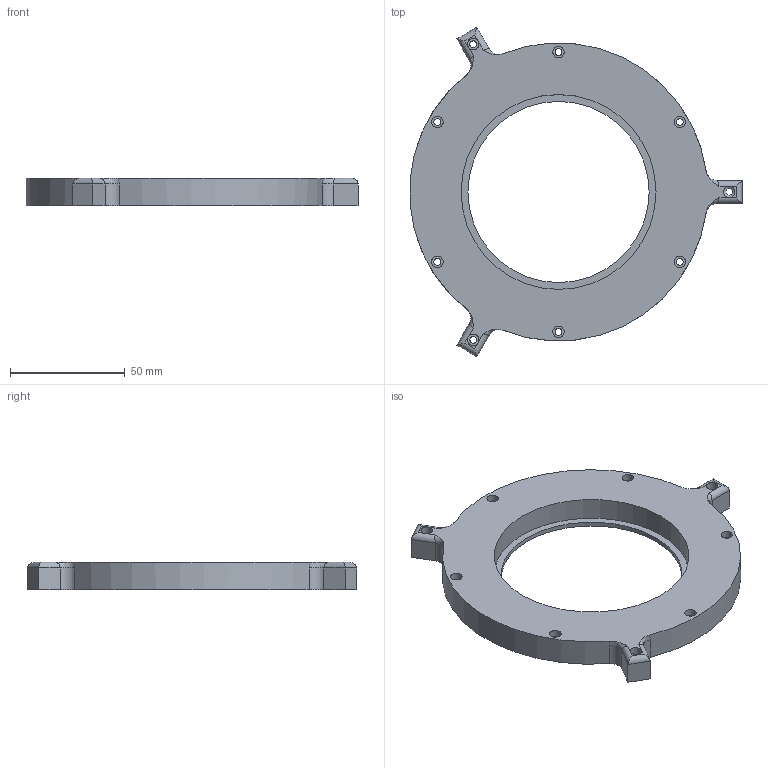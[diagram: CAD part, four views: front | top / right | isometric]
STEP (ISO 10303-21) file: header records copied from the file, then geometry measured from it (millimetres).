
FILE_DESCRIPTION(/* description */ (''),/* implementation_level */ '2;1');
FILE_NAME(/* name */ 'GearboxTop_v3.step',/* time_stamp */ '2023-12-13T12:03:10-06:00',/* author */ (''),/* organization */ (''),/* preprocessor_version */ 'ST-DEVELOPER v20',/* originating_system */ 'Autodesk Translation Framework v12.14.0.127',/* authorisation */ '');
FILE_SCHEMA (('AUTOMOTIVE_DESIGN { 1 0 10303 214 3 1 1 }'));
Length unit declared in the file: millimetre
Products named in the file (1): GearboxTop
Bounding box: 144.78 x 143.56 x 12 mm (x, y, z)
Volume: 96885.3 mm3; surface area: 27814.7 mm2
Topology: 1 solids, 1 shells, 77 faces, 179 edges, 114 vertices
Faces by surface type: cylinder 44, plane 24, bspline 6, cone 3
Full cylindrical faces by diameter (mm): 3 x9, 5 x15, 79 x1, 85 x1
Entity records: 2738 total; most frequent: CARTESIAN_POINT 890, DIRECTION 383, ORIENTED_EDGE 358, EDGE_CURVE 179, AXIS2_PLACEMENT_3D 153, VERTEX_POINT 114, EDGE_LOOP 107, FACE_OUTER_BOUND 77
